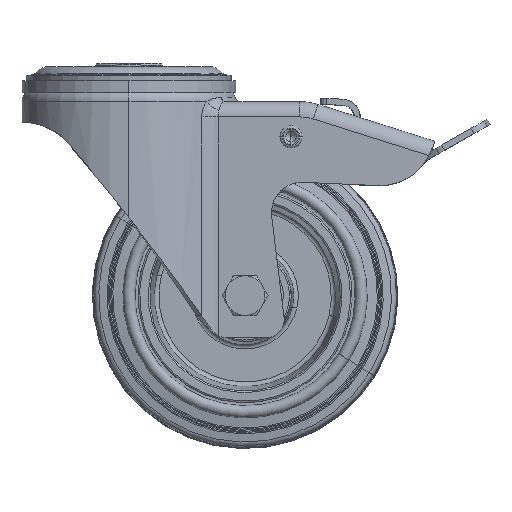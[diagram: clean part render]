
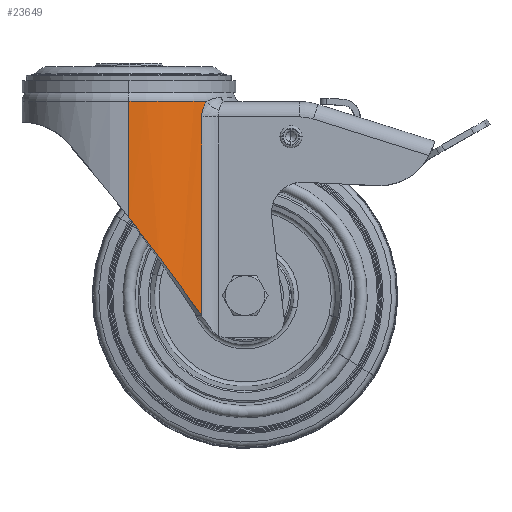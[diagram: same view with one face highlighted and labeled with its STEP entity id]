
A CAD part, top view. The second image highlights one B-rep face of the part: STEP entity #23649.
In plain terms, the highlighted cylindrical face has radius 35 mm (diameter 70 mm), a partial arc.
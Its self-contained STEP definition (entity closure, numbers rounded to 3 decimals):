
#245 = CARTESIAN_POINT ( 'NONE',  ( 24.335, -14.544, 25.156 ) ) ;
#503 = CARTESIAN_POINT ( 'NONE',  ( 23.825, -82.581, 25.64 ) ) ;
#794 = CARTESIAN_POINT ( 'NONE',  ( 23.825, -60.887, 25.64 ) ) ;
#1653 = CARTESIAN_POINT ( 'NONE',  ( 1.459, -52.376, 35. ) ) ;
#2783 = CARTESIAN_POINT ( 'NONE',  ( 8.749, -61.899, 33.907 ) ) ;
#4205 = CARTESIAN_POINT ( 'NONE',  ( 23.825, -17.5, 25.639 ) ) ;
#4562 = VERTEX_POINT ( 'NONE', #31484 ) ;
#5843 = CARTESIAN_POINT ( 'NONE',  ( 23.825, -17.5, 25.639 ) ) ;
#6635 = EDGE_CURVE ( 'NONE', #22795, #16016, #22620, .T. ) ;
#6732 = CARTESIAN_POINT ( 'NONE',  ( 22.203, -80.287, 27.077 ) ) ;
#7486 = B_SPLINE_CURVE_WITH_KNOTS ( 'NONE', 3,
 ( #4205, #17234, #29959, #25737, #38644, #47127, #7910, #46277, #50800, #16665, #21761, #25464, #43173, #24884, #29378, #33863, #34150, #55277, #7639, #55548, #51069, #245, #29109, #12424, #42053, #42619, #37820, #33578, #12149 ),
 .UNSPECIFIED., .F., .F.,
 ( 4, 2, 1, 1, 1, 1, 2, 2, 2, 1, 1, 1, 2, 2, 2, 2, 2, 4 ),
 ( 0., 0.125, 0.187, 0.219, 0.234, 0.242, 0.246, 0.25, 0.375, 0.437, 0.469, 0.484, 0.492, 0.5, 0.625, 0.687, 0.75, 1. ),
 .UNSPECIFIED. ) ;
#7639 = CARTESIAN_POINT ( 'NONE',  ( 24.169, -15.071, 25.316 ) ) ;
#7910 = CARTESIAN_POINT ( 'NONE',  ( 23.884, -16.49, 25.585 ) ) ;
#9601 = EDGE_CURVE ( 'NONE', #16016, #35208, #7486, .T. ) ;
#9626 = CARTESIAN_POINT ( 'NONE',  ( 0., -111.94, 0. ) ) ;
#11261 = CARTESIAN_POINT ( 'NONE',  ( 19.67, -76.739, 28.968 ) ) ;
#11540 = CARTESIAN_POINT ( 'NONE',  ( 15.32, -70.743, 31.485 ) ) ;
#11587 = LINE ( 'NONE', #28844, #42513 ) ;
#12144 = EDGE_CURVE ( 'NONE', #4562, #36960, #11587, .T. ) ;
#12149 = CARTESIAN_POINT ( 'NONE',  ( 25.53, -12.414, 23.942 ) ) ;
#12424 = CARTESIAN_POINT ( 'NONE',  ( 24.526, -14.073, 24.97 ) ) ;
#13702 = AXIS2_PLACEMENT_3D ( 'NONE', #9626, #52778, #14144 ) ;
#14144 = DIRECTION ( 'NONE',  ( 0., 0., -1. ) ) ;
#14418 = FACE_OUTER_BOUND ( 'NONE', #37764, .T. ) ;
#14668 = CARTESIAN_POINT ( 'NONE',  ( 23.023, -81.444, 26.384 ) ) ;
#15081 = EDGE_CURVE ( 'NONE', #35208, #36960, #45609, .T. ) ;
#15211 = CARTESIAN_POINT ( 'NONE',  ( 6.553, -58.999, 34.4 ) ) ;
#15221 = ORIENTED_EDGE ( 'NONE', *, *, #6635, .T. ) ;
#16016 = VERTEX_POINT ( 'NONE', #5843 ) ;
#16665 = CARTESIAN_POINT ( 'NONE',  ( 23.892, -16.422, 25.577 ) ) ;
#17234 = CARTESIAN_POINT ( 'NONE',  ( 23.825, -17.319, 25.639 ) ) ;
#20033 = CARTESIAN_POINT ( 'NONE',  ( 5.378, -57.458, 34.608 ) ) ;
#21761 = CARTESIAN_POINT ( 'NONE',  ( 23.892, -16.418, 25.576 ) ) ;
#21956 = CARTESIAN_POINT ( 'NONE',  ( 23.825, -82.581, 25.64 ) ) ;
#22620 = B_SPLINE_CURVE_WITH_KNOTS ( 'NONE', 3,
 ( #503, #794, #27117, #26837 ),
 .UNSPECIFIED., .F., .F.,
 ( 4, 4 ),
 ( 0., 1. ),
 .UNSPECIFIED. ) ;
#22795 = VERTEX_POINT ( 'NONE', #21956 ) ;
#23649 = ADVANCED_FACE ( 'NONE', ( #14418 ), #27460, .T. ) ;
#23898 = AXIS2_PLACEMENT_3D ( 'NONE', #29007, #33756, #47024 ) ;
#24282 = CARTESIAN_POINT ( 'NONE',  ( 9.771, -63.258, 33.624 ) ) ;
#24884 = CARTESIAN_POINT ( 'NONE',  ( 24.032, -15.604, 25.445 ) ) ;
#25464 = CARTESIAN_POINT ( 'NONE',  ( 23.923, -16.177, 25.548 ) ) ;
#25737 = CARTESIAN_POINT ( 'NONE',  ( 23.848, -16.866, 25.618 ) ) ;
#26837 = CARTESIAN_POINT ( 'NONE',  ( 23.825, -17.5, 25.639 ) ) ;
#27117 = CARTESIAN_POINT ( 'NONE',  ( 23.825, -39.194, 25.639 ) ) ;
#27460 = CYLINDRICAL_SURFACE ( 'NONE', #13702, 35. ) ;
#28518 = CARTESIAN_POINT ( 'NONE',  ( 11.715, -65.859, 32.997 ) ) ;
#28844 = CARTESIAN_POINT ( 'NONE',  ( 0., -111.94, 35. ) ) ;
#29007 = CARTESIAN_POINT ( 'NONE',  ( 0., -12.414, 0. ) ) ;
#29109 = CARTESIAN_POINT ( 'NONE',  ( 24.477, -14.189, 25.018 ) ) ;
#29378 = CARTESIAN_POINT ( 'NONE',  ( 24.071, -15.434, 25.409 ) ) ;
#29959 = CARTESIAN_POINT ( 'NONE',  ( 23.83, -17.138, 25.634 ) ) ;
#31484 = CARTESIAN_POINT ( 'NONE',  ( 0., -50.511, 35. ) ) ;
#32269 = ORIENTED_EDGE ( 'NONE', *, *, #12144, .F. ) ;
#33578 = CARTESIAN_POINT ( 'NONE',  ( 25.234, -12.776, 24.257 ) ) ;
#33756 = DIRECTION ( 'NONE',  ( 0., -1., 0. ) ) ;
#33863 = CARTESIAN_POINT ( 'NONE',  ( 24.122, -15.238, 25.36 ) ) ;
#34150 = CARTESIAN_POINT ( 'NONE',  ( 24.149, -15.14, 25.335 ) ) ;
#35208 = VERTEX_POINT ( 'NONE', #41811 ) ;
#36657 = CARTESIAN_POINT ( 'NONE',  ( 12.637, -67.102, 32.654 ) ) ;
#36960 = VERTEX_POINT ( 'NONE', #45626 ) ;
#37209 = CARTESIAN_POINT ( 'NONE',  ( 0., -50.511, 35. ) ) ;
#37491 = ORIENTED_EDGE ( 'NONE', *, *, #9601, .T. ) ;
#37764 = EDGE_LOOP ( 'NONE', ( #32269, #52932, #15221, #37491, #47536 ) ) ;
#37820 = CARTESIAN_POINT ( 'NONE',  ( 24.97, -13.179, 24.528 ) ) ;
#38644 = CARTESIAN_POINT ( 'NONE',  ( 23.858, -16.729, 25.608 ) ) ;
#39487 = B_SPLINE_CURVE_WITH_KNOTS ( 'NONE', 3,
 ( #49924, #14668, #6732, #49066, #11261, #41173, #49344, #11540, #44864, #36657, #28518, #24282, #2783, #15211, #20033, #49632, #1653, #37209 ),
 .UNSPECIFIED., .F., .F.,
 ( 4, 2, 2, 2, 2, 2, 2, 2, 4 ),
 ( 0., 0.125, 0.25, 0.375, 0.5, 0.625, 0.75, 0.875, 1. ),
 .UNSPECIFIED. ) ;
#41173 = CARTESIAN_POINT ( 'NONE',  ( 17.942, -74.343, 30.069 ) ) ;
#41811 = CARTESIAN_POINT ( 'NONE',  ( 25.53, -12.414, 23.942 ) ) ;
#42053 = CARTESIAN_POINT ( 'NONE',  ( 24.63, -13.844, 24.867 ) ) ;
#42513 = VECTOR ( 'NONE', #45996, 1000. ) ;
#42619 = CARTESIAN_POINT ( 'NONE',  ( 24.684, -13.733, 24.814 ) ) ;
#43173 = CARTESIAN_POINT ( 'NONE',  ( 23.961, -15.946, 25.512 ) ) ;
#44252 = EDGE_CURVE ( 'NONE', #22795, #4562, #39487, .T. ) ;
#44864 = CARTESIAN_POINT ( 'NONE',  ( 14.44, -69.543, 31.897 ) ) ;
#45609 = CIRCLE ( 'NONE', #23898, 35. ) ;
#45626 = CARTESIAN_POINT ( 'NONE',  ( 0., -12.414, 35. ) ) ;
#45996 = DIRECTION ( 'NONE',  ( 0., 1., 0. ) ) ;
#46277 = CARTESIAN_POINT ( 'NONE',  ( 23.888, -16.45, 25.58 ) ) ;
#47024 = DIRECTION ( 'NONE',  ( 0.729, 0., 0.684 ) ) ;
#47127 = CARTESIAN_POINT ( 'NONE',  ( 23.875, -16.57, 25.593 ) ) ;
#47536 = ORIENTED_EDGE ( 'NONE', *, *, #15081, .T. ) ;
#49066 = CARTESIAN_POINT ( 'NONE',  ( 20.526, -77.934, 28.369 ) ) ;
#49344 = CARTESIAN_POINT ( 'NONE',  ( 17.071, -73.142, 30.571 ) ) ;
#49632 = CARTESIAN_POINT ( 'NONE',  ( 2.831, -54.146, 34.909 ) ) ;
#49924 = CARTESIAN_POINT ( 'NONE',  ( 23.825, -82.581, 25.64 ) ) ;
#50800 = CARTESIAN_POINT ( 'NONE',  ( 23.891, -16.433, 25.578 ) ) ;
#51069 = CARTESIAN_POINT ( 'NONE',  ( 24.251, -14.789, 25.237 ) ) ;
#52778 = DIRECTION ( 'NONE',  ( 0., 1., 0. ) ) ;
#52932 = ORIENTED_EDGE ( 'NONE', *, *, #44252, .F. ) ;
#55277 = CARTESIAN_POINT ( 'NONE',  ( 24.161, -15.099, 25.323 ) ) ;
#55548 = CARTESIAN_POINT ( 'NONE',  ( 24.172, -15.059, 25.312 ) ) ;
